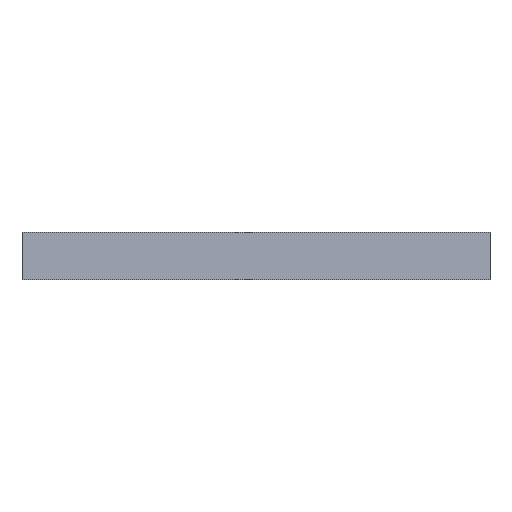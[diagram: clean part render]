
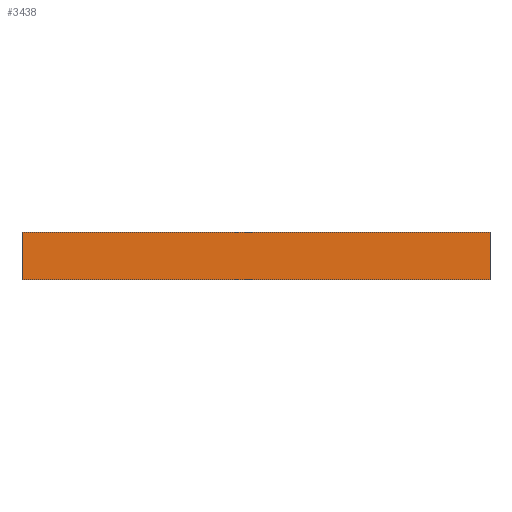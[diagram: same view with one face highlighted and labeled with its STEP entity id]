
A CAD part, left-side view. The second image highlights one B-rep face of the part: STEP entity #3438.
In plain terms, the highlighted planar face has unit normal (-0.999, 0, 0.052).
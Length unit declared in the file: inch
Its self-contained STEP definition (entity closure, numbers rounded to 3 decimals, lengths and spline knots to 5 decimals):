
#3120 = DIRECTION ( 'NONE',  ( 0., 1., 0. ) ) ;
#3121 = VECTOR ( 'NONE', #3120, 39.37008 ) ;
#3122 = CARTESIAN_POINT ( 'NONE',  ( -1.81085, -6.69, 0. ) ) ;
#3131 = CARTESIAN_POINT ( 'NONE',  ( -1.81085, -6.69, 0. ) ) ;
#3132 = CARTESIAN_POINT ( 'NONE',  ( -1.81085, 0., 0. ) ) ;
#3142 = LINE ( 'NONE', #3122, #3121 ) ;
#3159 = FACE_OUTER_BOUND ( 'NONE', #3421, .T. ) ;
#3161 = DIRECTION ( 'NONE',  ( -0.999, 0., 0.052 ) ) ;
#3164 = AXIS2_PLACEMENT_3D ( 'NONE', #3201, #3161, #3193 ) ;
#3168 = CARTESIAN_POINT ( 'NONE',  ( -1.775, 0., 0.684 ) ) ;
#3182 = CARTESIAN_POINT ( 'NONE',  ( -1.775, -6.69, 0.684 ) ) ;
#3183 = LINE ( 'NONE', #3182, #3186 ) ;
#3184 = CARTESIAN_POINT ( 'NONE',  ( -1.775, -6.69, 0.684 ) ) ;
#3185 = DIRECTION ( 'NONE',  ( 0., 1., 0. ) ) ;
#3186 = VECTOR ( 'NONE', #3185, 39.37008 ) ;
#3187 = DIRECTION ( 'NONE',  ( 0.052, 0., 0.999 ) ) ;
#3188 = VECTOR ( 'NONE', #3187, 39.37008 ) ;
#3189 = CARTESIAN_POINT ( 'NONE',  ( -1.81085, 0., 0. ) ) ;
#3191 = LINE ( 'NONE', #3189, #3188 ) ;
#3193 = DIRECTION ( 'NONE',  ( 0.052, 0., 0.999 ) ) ;
#3200 = PLANE ( 'NONE',  #3164 ) ;
#3201 = CARTESIAN_POINT ( 'NONE',  ( -1.81085, -6.69, 0. ) ) ;
#3228 = DIRECTION ( 'NONE',  ( 0.052, 0., 0.999 ) ) ;
#3229 = VECTOR ( 'NONE', #3228, 39.37008 ) ;
#3230 = CARTESIAN_POINT ( 'NONE',  ( -1.81085, -6.69, 0. ) ) ;
#3231 = LINE ( 'NONE', #3230, #3229 ) ;
#3403 = VERTEX_POINT ( 'NONE', #3131 ) ;
#3405 = EDGE_CURVE ( 'NONE', #3403, #3406, #3142, .T. ) ;
#3406 = VERTEX_POINT ( 'NONE', #3132 ) ;
#3415 = VERTEX_POINT ( 'NONE', #3168 ) ;
#3421 = EDGE_LOOP ( 'NONE', ( #3439, #3435, #3437, #3442 ) ) ;
#3435 = ORIENTED_EDGE ( 'NONE', *, *, #3405, .F. ) ;
#3437 = ORIENTED_EDGE ( 'NONE', *, *, #3450, .T. ) ;
#3438 = ADVANCED_FACE ( 'NONE', ( #3159 ), #3200, .T. ) ;
#3439 = ORIENTED_EDGE ( 'NONE', *, *, #3444, .F. ) ;
#3442 = ORIENTED_EDGE ( 'NONE', *, *, #3445, .T. ) ;
#3444 = EDGE_CURVE ( 'NONE', #3406, #3415, #3191, .T. ) ;
#3445 = EDGE_CURVE ( 'NONE', #3446, #3415, #3183, .T. ) ;
#3446 = VERTEX_POINT ( 'NONE', #3184 ) ;
#3450 = EDGE_CURVE ( 'NONE', #3403, #3446, #3231, .T. ) ;
